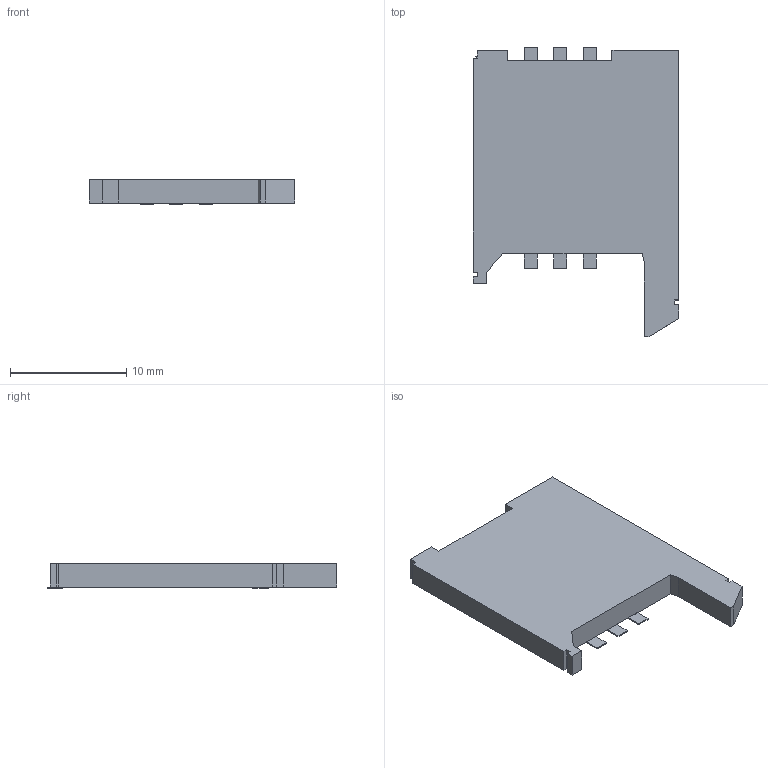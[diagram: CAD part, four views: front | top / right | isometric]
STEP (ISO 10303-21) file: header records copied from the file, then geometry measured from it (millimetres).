
FILE_DESCRIPTION(('FreeCAD Model'),'2;1');
FILE_NAME('14656252.1.3.stp','2022-08-17T14:23:37',( 'Author'),(''),'Open CASCADE STEP processor 6.9','FreeCAD','Unknown' );
FILE_SCHEMA(('AUTOMOTIVE_DESIGN { 1 0 10303 214 1 1 1 1 }'));
Length unit declared in the file: millimetre
Products named in the file (3): ASSEMBLY; Body; Pins
Assembly tree (2 placements, depth 2):
  ASSEMBLY
    Body
    Pins
Bounding box: 17.7 x 24.91 x 2.1 mm (x, y, z)
Volume: 649.8 mm3; surface area: 852 mm2
Topology: 7 solids, 7 shells, 65 faces, 153 edges, 102 vertices
Faces by surface type: plane 65
Entity records: 3917 total; most frequent: CARTESIAN_POINT 629, DIRECTION 595, LINE 459, VECTOR 459, ORIENTED_EDGE 306, PCURVE 306, DEFINITIONAL_REPRESENTATION 306, EDGE_CURVE 153
